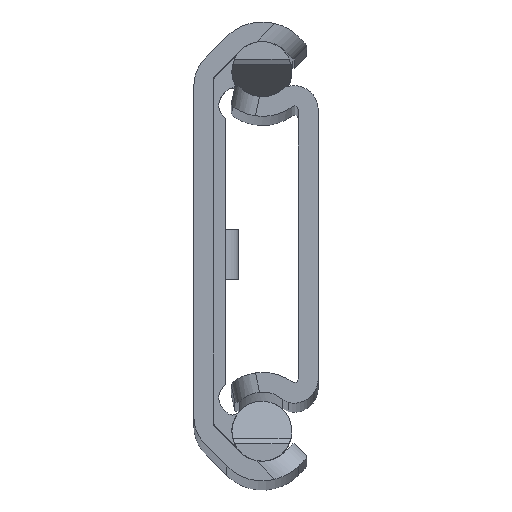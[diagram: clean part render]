
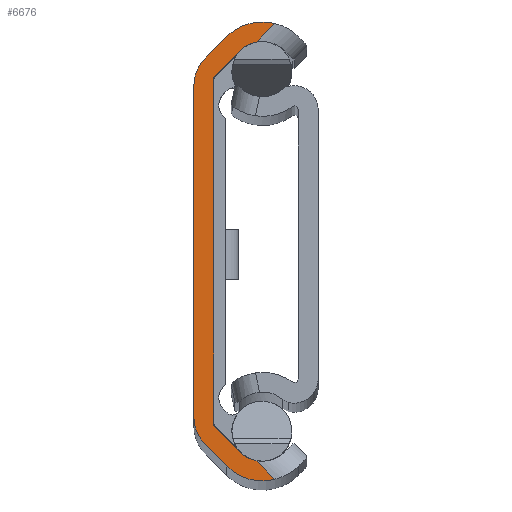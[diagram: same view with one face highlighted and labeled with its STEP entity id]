
A CAD part, top view. The second image highlights one B-rep face of the part: STEP entity #6676.
In plain terms, the highlighted planar face has unit normal (0, 0, 1).
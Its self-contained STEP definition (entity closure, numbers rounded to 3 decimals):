
#201 = CARTESIAN_POINT ( 'NONE',  ( -0.621, -14.786, 0. ) ) ;
#205 = ORIENTED_EDGE ( 'NONE', *, *, #9978, .T. ) ;
#354 = CARTESIAN_POINT ( 'NONE',  ( -1.5, 12.665, 0. ) ) ;
#464 = EDGE_CURVE ( 'NONE', #2094, #3108, #8131, .T. ) ;
#513 = LINE ( 'NONE', #10250, #4576 ) ;
#584 = EDGE_CURVE ( 'NONE', #8151, #8073, #9847, .T. ) ;
#713 = LINE ( 'NONE', #7364, #5594 ) ;
#858 = EDGE_CURVE ( 'NONE', #7983, #7217, #8576, .T. ) ;
#928 = LINE ( 'NONE', #6868, #976 ) ;
#976 = VECTOR ( 'NONE', #8378, 1000. ) ;
#1105 = AXIS2_PLACEMENT_3D ( 'NONE', #5663, #4849, #5450 ) ;
#1191 = DIRECTION ( 'NONE',  ( 0.707, 0.707, 0. ) ) ;
#1211 = CARTESIAN_POINT ( 'NONE',  ( 2.067, 15.353, 0. ) ) ;
#1291 = CIRCLE ( 'NONE', #6979, 2.38 ) ;
#1319 = CIRCLE ( 'NONE', #3548, 3. ) ;
#1326 = EDGE_CURVE ( 'NONE', #7836, #4691, #6161, .T. ) ;
#1366 = EDGE_CURVE ( 'NONE', #6189, #2998, #7084, .T. ) ;
#1393 = VECTOR ( 'NONE', #8485, 1000. ) ;
#1573 = DIRECTION ( 'NONE',  ( 0., 0., 1. ) ) ;
#1892 = CARTESIAN_POINT ( 'NONE',  ( 0., 13.286, 0. ) ) ;
#2028 = CARTESIAN_POINT ( 'NONE',  ( 1.5, 12.665, 0. ) ) ;
#2054 = ORIENTED_EDGE ( 'NONE', *, *, #10306, .T. ) ;
#2094 = VERTEX_POINT ( 'NONE', #4551 ) ;
#2161 = DIRECTION ( 'NONE',  ( 0., 0., 1. ) ) ;
#2195 = AXIS2_PLACEMENT_3D ( 'NONE', #2028, #6989, #6123 ) ;
#2343 = DIRECTION ( 'NONE',  ( 0.707, -0.707, 0. ) ) ;
#2760 = DIRECTION ( 'NONE',  ( 1., 0., 0. ) ) ;
#2906 = LINE ( 'NONE', #7922, #7009 ) ;
#2929 = AXIS2_PLACEMENT_3D ( 'NONE', #3928, #2161, #7232 ) ;
#2998 = VERTEX_POINT ( 'NONE', #3660 ) ;
#3048 = ORIENTED_EDGE ( 'NONE', *, *, #858, .T. ) ;
#3086 = CARTESIAN_POINT ( 'NONE',  ( 3.248, 15.996, 0. ) ) ;
#3108 = VERTEX_POINT ( 'NONE', #9962 ) ;
#3220 = ORIENTED_EDGE ( 'NONE', *, *, #1366, .T. ) ;
#3548 = AXIS2_PLACEMENT_3D ( 'NONE', #7408, #1573, #3935 ) ;
#3575 = CARTESIAN_POINT ( 'NONE',  ( 3.75, 13.67, 0. ) ) ;
#3660 = CARTESIAN_POINT ( 'NONE',  ( 1.006, 16.414, 0. ) ) ;
#3669 = DIRECTION ( 'NONE',  ( -0.707, -0.707, 0. ) ) ;
#3788 = CARTESIAN_POINT ( 'NONE',  ( 2.067, 15.353, 0. ) ) ;
#3820 = DIRECTION ( 'NONE',  ( 1., 0., 0. ) ) ;
#3830 = CARTESIAN_POINT ( 'NONE',  ( 0., 13.286, 0. ) ) ;
#3928 = CARTESIAN_POINT ( 'NONE',  ( 3.75, -13.67, 0. ) ) ;
#3935 = DIRECTION ( 'NONE',  ( 1., 0., 0. ) ) ;
#4026 = ORIENTED_EDGE ( 'NONE', *, *, #10118, .T. ) ;
#4460 = ORIENTED_EDGE ( 'NONE', *, *, #6250, .T. ) ;
#4551 = CARTESIAN_POINT ( 'NONE',  ( 3.248, -15.996, 0. ) ) ;
#4576 = VECTOR ( 'NONE', #6135, 1000. ) ;
#4691 = VERTEX_POINT ( 'NONE', #10481 ) ;
#4714 = EDGE_CURVE ( 'NONE', #4691, #6086, #6104, .T. ) ;
#4849 = DIRECTION ( 'NONE',  ( 0., 0., 1. ) ) ;
#5067 = EDGE_CURVE ( 'NONE', #7844, #8505, #1291, .T. ) ;
#5450 = DIRECTION ( 'NONE',  ( 1., 0., 0. ) ) ;
#5472 = FACE_OUTER_BOUND ( 'NONE', #5648, .T. ) ;
#5594 = VECTOR ( 'NONE', #2343, 1000. ) ;
#5648 = EDGE_LOOP ( 'NONE', ( #9744, #4460, #9868, #4026, #3048, #5732, #10258, #2054, #3220, #7268, #205, #8835, #10521, #9181 ) ) ;
#5663 = CARTESIAN_POINT ( 'NONE',  ( 1.5, -12.665, 0. ) ) ;
#5732 = ORIENTED_EDGE ( 'NONE', *, *, #9420, .T. ) ;
#5964 = VECTOR ( 'NONE', #6273, 1000. ) ;
#6086 = VERTEX_POINT ( 'NONE', #201 ) ;
#6104 = CIRCLE ( 'NONE', #1105, 3. ) ;
#6123 = DIRECTION ( 'NONE',  ( 1., 0., 0. ) ) ;
#6135 = DIRECTION ( 'NONE',  ( -0.707, 0.707, 0. ) ) ;
#6161 = LINE ( 'NONE', #9459, #1393 ) ;
#6182 = DIRECTION ( 'NONE',  ( 0., 0., -1. ) ) ;
#6189 = VERTEX_POINT ( 'NONE', #6287 ) ;
#6228 = CARTESIAN_POINT ( 'NONE',  ( 3.75, 13.67, 0. ) ) ;
#6250 = EDGE_CURVE ( 'NONE', #8073, #2094, #513, .T. ) ;
#6273 = DIRECTION ( 'NONE',  ( 0.707, 0.707, 0. ) ) ;
#6286 = DIRECTION ( 'NONE',  ( 1., 0., 0. ) ) ;
#6287 = CARTESIAN_POINT ( 'NONE',  ( 4.687, 17.435, 0. ) ) ;
#6565 = VECTOR ( 'NONE', #7607, 1000. ) ;
#6676 = ADVANCED_FACE ( 'NONE', ( #5472 ), #9632, .T. ) ;
#6868 = CARTESIAN_POINT ( 'NONE',  ( 2.067, -15.353, 0. ) ) ;
#6979 = AXIS2_PLACEMENT_3D ( 'NONE', #6228, #6182, #6286 ) ;
#6989 = DIRECTION ( 'NONE',  ( 0., 0., 1. ) ) ;
#7009 = VECTOR ( 'NONE', #1191, 1000. ) ;
#7070 = CARTESIAN_POINT ( 'NONE',  ( 3.75, -13.67, 0. ) ) ;
#7084 = CIRCLE ( 'NONE', #8464, 3.88 ) ;
#7217 = VERTEX_POINT ( 'NONE', #3830 ) ;
#7232 = DIRECTION ( 'NONE',  ( 1., 0., 0. ) ) ;
#7268 = ORIENTED_EDGE ( 'NONE', *, *, #8801, .T. ) ;
#7329 = VECTOR ( 'NONE', #3669, 1000. ) ;
#7364 = CARTESIAN_POINT ( 'NONE',  ( -0.621, -14.786, 0. ) ) ;
#7408 = CARTESIAN_POINT ( 'NONE',  ( 1.5, 12.665, 0. ) ) ;
#7564 = VERTEX_POINT ( 'NONE', #8127 ) ;
#7583 = CARTESIAN_POINT ( 'NONE',  ( 1.006, -16.414, 0. ) ) ;
#7607 = DIRECTION ( 'NONE',  ( 0., 1., 0. ) ) ;
#7825 = CARTESIAN_POINT ( 'NONE',  ( -0.621, 14.786, 0. ) ) ;
#7836 = VERTEX_POINT ( 'NONE', #354 ) ;
#7844 = VERTEX_POINT ( 'NONE', #3788 ) ;
#7882 = LINE ( 'NONE', #7825, #7329 ) ;
#7922 = CARTESIAN_POINT ( 'NONE',  ( 0.708, 13.456, 0. ) ) ;
#7983 = VERTEX_POINT ( 'NONE', #8117 ) ;
#8073 = VERTEX_POINT ( 'NONE', #9856 ) ;
#8117 = CARTESIAN_POINT ( 'NONE',  ( 0., -13.286, 0. ) ) ;
#8127 = CARTESIAN_POINT ( 'NONE',  ( -0.621, 14.786, 0. ) ) ;
#8131 = CIRCLE ( 'NONE', #9177, 2.38 ) ;
#8151 = VERTEX_POINT ( 'NONE', #7583 ) ;
#8378 = DIRECTION ( 'NONE',  ( -0.707, 0.707, 0. ) ) ;
#8441 = EDGE_CURVE ( 'NONE', #6086, #8151, #713, .T. ) ;
#8464 = AXIS2_PLACEMENT_3D ( 'NONE', #3575, #10173, #2760 ) ;
#8485 = DIRECTION ( 'NONE',  ( 0., -1., 0. ) ) ;
#8505 = VERTEX_POINT ( 'NONE', #3086 ) ;
#8576 = LINE ( 'NONE', #1892, #6565 ) ;
#8801 = EDGE_CURVE ( 'NONE', #2998, #7564, #7882, .T. ) ;
#8835 = ORIENTED_EDGE ( 'NONE', *, *, #1326, .T. ) ;
#9177 = AXIS2_PLACEMENT_3D ( 'NONE', #7070, #10427, #3820 ) ;
#9181 = ORIENTED_EDGE ( 'NONE', *, *, #8441, .T. ) ;
#9420 = EDGE_CURVE ( 'NONE', #7217, #7844, #9578, .T. ) ;
#9459 = CARTESIAN_POINT ( 'NONE',  ( -1.5, 0., 0. ) ) ;
#9578 = LINE ( 'NONE', #1211, #5964 ) ;
#9632 = PLANE ( 'NONE',  #2195 ) ;
#9744 = ORIENTED_EDGE ( 'NONE', *, *, #584, .T. ) ;
#9847 = CIRCLE ( 'NONE', #2929, 3.88 ) ;
#9856 = CARTESIAN_POINT ( 'NONE',  ( 4.687, -17.435, 0. ) ) ;
#9868 = ORIENTED_EDGE ( 'NONE', *, *, #464, .T. ) ;
#9962 = CARTESIAN_POINT ( 'NONE',  ( 2.067, -15.353, 0. ) ) ;
#9978 = EDGE_CURVE ( 'NONE', #7564, #7836, #1319, .T. ) ;
#10118 = EDGE_CURVE ( 'NONE', #3108, #7983, #928, .T. ) ;
#10173 = DIRECTION ( 'NONE',  ( 0., 0., 1. ) ) ;
#10250 = CARTESIAN_POINT ( 'NONE',  ( -11.956, -0.792, 0. ) ) ;
#10258 = ORIENTED_EDGE ( 'NONE', *, *, #5067, .T. ) ;
#10306 = EDGE_CURVE ( 'NONE', #8505, #6189, #2906, .T. ) ;
#10427 = DIRECTION ( 'NONE',  ( 0., 0., -1. ) ) ;
#10481 = CARTESIAN_POINT ( 'NONE',  ( -1.5, -12.665, 0. ) ) ;
#10521 = ORIENTED_EDGE ( 'NONE', *, *, #4714, .T. ) ;
